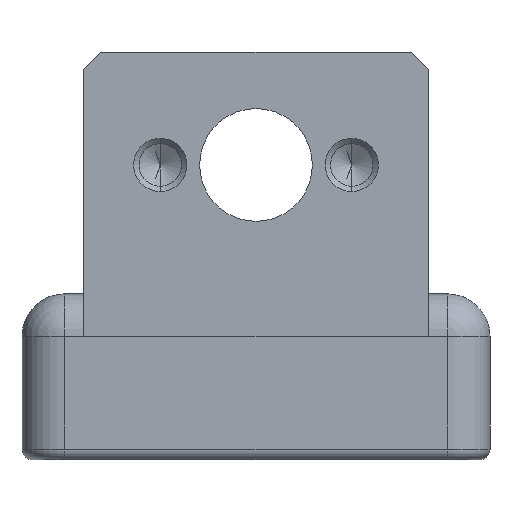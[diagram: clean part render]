
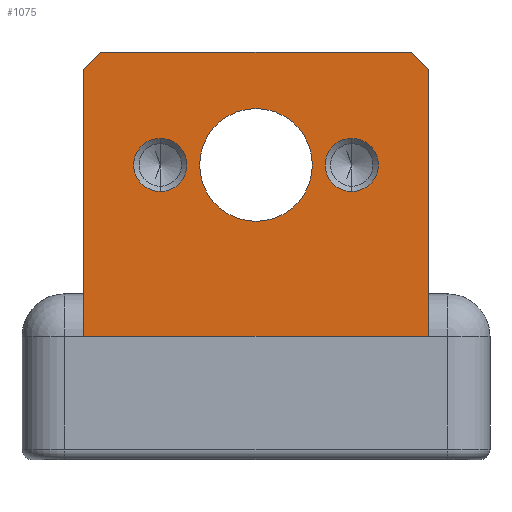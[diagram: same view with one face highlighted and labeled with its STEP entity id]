
A CAD part, front view. The second image highlights one B-rep face of the part: STEP entity #1075.
In plain terms, the highlighted planar face has unit normal (0, -1, 0).
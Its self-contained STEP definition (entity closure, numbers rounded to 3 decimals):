
#41 = CARTESIAN_POINT ( 'NONE',  ( -8.1, 0., 4.3 ) ) ;
#102 = CARTESIAN_POINT ( 'NONE',  ( 4.5, 0., 13.61 ) ) ;
#105 = CIRCLE ( 'NONE', #980, 1.25 ) ;
#109 = VECTOR ( 'NONE', #2045, 1000. ) ;
#131 = LINE ( 'NONE', #981, #2025 ) ;
#149 = CARTESIAN_POINT ( 'NONE',  ( -8.1, 0., 4.3 ) ) ;
#180 = ORIENTED_EDGE ( 'NONE', *, *, #236, .F. ) ;
#190 = ORIENTED_EDGE ( 'NONE', *, *, #1855, .T. ) ;
#208 = CARTESIAN_POINT ( 'NONE',  ( -4.5, 0., 12.36 ) ) ;
#223 = DIRECTION ( 'NONE',  ( 0., -1., 0. ) ) ;
#236 = EDGE_CURVE ( 'Defeatured_0_47+Defeatured_0_2+Defeatured_0_2+Defeatured_0_2', #2154, #843, #1812, .T. ) ;
#238 = FACE_OUTER_BOUND ( 'NONE', #1584, .T. ) ;
#246 = DIRECTION ( 'NONE',  ( -1., 0., 0. ) ) ;
#260 = CIRCLE ( 'NONE', #1127, 1.25 ) ;
#290 = CIRCLE ( 'NONE', #2137, 2.65 ) ;
#300 = DIRECTION ( 'NONE',  ( -0.707, 0., 0.707 ) ) ;
#320 = CARTESIAN_POINT ( 'NONE',  ( -8.1, 0., 16.86 ) ) ;
#321 = CARTESIAN_POINT ( 'NONE',  ( 11., 0., 6.3 ) ) ;
#325 = VERTEX_POINT ( 'NONE', #320 ) ;
#341 = LINE ( 'NONE', #645, #109 ) ;
#345 = DIRECTION ( 'NONE',  ( 0., 0., -1. ) ) ;
#393 = DIRECTION ( 'NONE',  ( 0., -1., 0. ) ) ;
#422 = EDGE_CURVE ( 'Defeatured_0_50+Defeatured_0_2+Defeatured_0_2+Defeatured_0_2', #1019, #1268, #1048, .T. ) ;
#446 = EDGE_CURVE ( 'Defeatured_0_50+Defeatured_0_2+Defeatured_0_2+Defeatured_0_2', #1268, #1019, #105, .T. ) ;
#515 = DIRECTION ( 'NONE',  ( 0., 0., -1. ) ) ;
#530 = ORIENTED_EDGE ( 'NONE', *, *, #1429, .F. ) ;
#532 = EDGE_CURVE ( 'Defeatured_0_2+Defeatured_0_42+Defeatured_0_28+Defeatured_0_33', #1791, #1326, #1686, .T. ) ;
#563 = CARTESIAN_POINT ( 'NONE',  ( 4.5, 0., 12.36 ) ) ;
#581 = PLANE ( 'NONE',  #2132 ) ;
#585 = EDGE_CURVE ( 'Defeatured_0_2+Defeatured_0_39+Defeatured_0_33+Defeatured_0_29', #862, #325, #131, .T. ) ;
#630 = VECTOR ( 'NONE', #300, 1000. ) ;
#645 = CARTESIAN_POINT ( 'NONE',  ( 11., 0., 4.3 ) ) ;
#669 = VECTOR ( 'NONE', #2055, 1000. ) ;
#688 = LINE ( 'NONE', #1369, #669 ) ;
#712 = CARTESIAN_POINT ( 'NONE',  ( 0., 0., 15.01 ) ) ;
#721 = DIRECTION ( 'NONE',  ( 0., 1., 0. ) ) ;
#726 = AXIS2_PLACEMENT_3D ( 'NONE', #1842, #932, #1615 ) ;
#799 = CARTESIAN_POINT ( 'NONE',  ( 0., 0., 12.36 ) ) ;
#843 = VERTEX_POINT ( 'NONE', #2185 ) ;
#859 = ORIENTED_EDGE ( 'NONE', *, *, #422, .F. ) ;
#862 = VERTEX_POINT ( 'NONE', #1677 ) ;
#868 = DIRECTION ( 'NONE',  ( 0., -1., 0. ) ) ;
#869 = VERTEX_POINT ( 'NONE', #149 ) ;
#898 = FACE_BOUND ( 'NONE', #1239, .T. ) ;
#918 = DIRECTION ( 'NONE',  ( 0., 1., 0. ) ) ;
#924 = FACE_BOUND ( 'NONE', #1154, .T. ) ;
#932 = DIRECTION ( 'NONE',  ( 0., -1., 0. ) ) ;
#953 = AXIS2_PLACEMENT_3D ( 'NONE', #1619, #918, #1795 ) ;
#970 = EDGE_CURVE ( 'Defeatured_0_47+Defeatured_0_2+Defeatured_0_2+Defeatured_0_2', #843, #2154, #260, .T. ) ;
#980 = AXIS2_PLACEMENT_3D ( 'NONE', #1237, #393, #1578 ) ;
#981 = CARTESIAN_POINT ( 'NONE',  ( -8.3, 0., 16.66 ) ) ;
#1019 = VERTEX_POINT ( 'NONE', #2052 ) ;
#1041 = CARTESIAN_POINT ( 'NONE',  ( -4.5, 0., 13.61 ) ) ;
#1048 = CIRCLE ( 'NONE', #2163, 1.25 ) ;
#1056 = CARTESIAN_POINT ( 'NONE',  ( 0., 0., 9.71 ) ) ;
#1059 = DIRECTION ( 'NONE',  ( 0., 0., -1. ) ) ;
#1073 = LINE ( 'NONE', #1759, #1561 ) ;
#1075 = ADVANCED_FACE ( 'Defeatured_0_2', ( #238, #924, #898, #2105 ), #581, .F. ) ;
#1101 = DIRECTION ( 'NONE',  ( 0., 0., 1. ) ) ;
#1127 = AXIS2_PLACEMENT_3D ( 'NONE', #208, #868, #345 ) ;
#1133 = EDGE_LOOP ( 'NONE', ( #190, #1694 ) ) ;
#1154 = EDGE_LOOP ( 'NONE', ( #859, #1541 ) ) ;
#1160 = ORIENTED_EDGE ( 'NONE', *, *, #1586, .T. ) ;
#1193 = VERTEX_POINT ( 'NONE', #1056 ) ;
#1237 = CARTESIAN_POINT ( 'NONE',  ( 4.5, 0., 12.36 ) ) ;
#1239 = EDGE_LOOP ( 'NONE', ( #1846, #180 ) ) ;
#1268 = VERTEX_POINT ( 'NONE', #102 ) ;
#1283 = CARTESIAN_POINT ( 'NONE',  ( 7.3, 0., 17.66 ) ) ;
#1325 = DIRECTION ( 'NONE',  ( 0., 1., 0. ) ) ;
#1326 = VERTEX_POINT ( 'NONE', #1283 ) ;
#1367 = VERTEX_POINT ( 'NONE', #1689 ) ;
#1369 = CARTESIAN_POINT ( 'NONE',  ( 8.1, 0., 4.3 ) ) ;
#1426 = CARTESIAN_POINT ( 'NONE',  ( 8.1, 0., 16.86 ) ) ;
#1429 = EDGE_CURVE ( 'Defeatured_0_28+Defeatured_0_2+Defeatured_0_42+Defeatured_0_1', #1791, #1367, #688, .T. ) ;
#1453 = DIRECTION ( 'NONE',  ( 0., 0., 1. ) ) ;
#1459 = EDGE_CURVE ( 'Defeatured_0_2+Defeatured_0_37+Defeatured_0_37+Defeatured_0_37', #1193, #2183, #290, .T. ) ;
#1541 = ORIENTED_EDGE ( 'NONE', *, *, #446, .F. ) ;
#1561 = VECTOR ( 'NONE', #246, 1000. ) ;
#1578 = DIRECTION ( 'NONE',  ( 0., 0., -1. ) ) ;
#1584 = EDGE_LOOP ( 'NONE', ( #2079, #1160, #530, #1717, #2114, #1708 ) ) ;
#1586 = EDGE_CURVE ( 'Defeatured_0_2+Defeatured_0_0+Defeatured_0_29+Defeatured_0_28', #869, #1367, #341, .T. ) ;
#1588 = LINE ( 'NONE', #41, #2034 ) ;
#1615 = DIRECTION ( 'NONE',  ( 0., 0., -1. ) ) ;
#1619 = CARTESIAN_POINT ( 'NONE',  ( 0., 0., 12.36 ) ) ;
#1636 = CIRCLE ( 'NONE', #953, 2.65 ) ;
#1677 = CARTESIAN_POINT ( 'NONE',  ( -7.3, 0., 17.66 ) ) ;
#1686 = LINE ( 'NONE', #2032, #630 ) ;
#1689 = CARTESIAN_POINT ( 'NONE',  ( 8.1, 0., 4.3 ) ) ;
#1694 = ORIENTED_EDGE ( 'NONE', *, *, #1459, .T. ) ;
#1695 = EDGE_CURVE ( 'Defeatured_0_2+Defeatured_0_29+Defeatured_0_39+Defeatured_0_0', #325, #869, #1588, .T. ) ;
#1704 = EDGE_CURVE ( 'Defeatured_0_2+Defeatured_0_33+Defeatured_0_42+Defeatured_0_39', #1326, #862, #1073, .T. ) ;
#1708 = ORIENTED_EDGE ( 'NONE', *, *, #585, .T. ) ;
#1717 = ORIENTED_EDGE ( 'NONE', *, *, #532, .T. ) ;
#1759 = CARTESIAN_POINT ( 'NONE',  ( 9.5, 0., 17.66 ) ) ;
#1791 = VERTEX_POINT ( 'NONE', #1426 ) ;
#1795 = DIRECTION ( 'NONE',  ( 0., 0., 1. ) ) ;
#1812 = CIRCLE ( 'NONE', #726, 1.25 ) ;
#1842 = CARTESIAN_POINT ( 'NONE',  ( -4.5, 0., 12.36 ) ) ;
#1846 = ORIENTED_EDGE ( 'NONE', *, *, #970, .F. ) ;
#1855 = EDGE_CURVE ( 'Defeatured_0_2+Defeatured_0_37+Defeatured_0_37+Defeatured_0_37', #2183, #1193, #1636, .T. ) ;
#2025 = VECTOR ( 'NONE', #2159, 1000. ) ;
#2032 = CARTESIAN_POINT ( 'NONE',  ( 8.3, 0., 16.66 ) ) ;
#2034 = VECTOR ( 'NONE', #1059, 1000. ) ;
#2045 = DIRECTION ( 'NONE',  ( 1., 0., 0. ) ) ;
#2052 = CARTESIAN_POINT ( 'NONE',  ( 4.5, 0., 11.11 ) ) ;
#2055 = DIRECTION ( 'NONE',  ( 0., 0., -1. ) ) ;
#2079 = ORIENTED_EDGE ( 'NONE', *, *, #1695, .T. ) ;
#2105 = FACE_BOUND ( 'NONE', #1133, .T. ) ;
#2114 = ORIENTED_EDGE ( 'NONE', *, *, #1704, .T. ) ;
#2132 = AXIS2_PLACEMENT_3D ( 'NONE', #321, #1325, #1453 ) ;
#2137 = AXIS2_PLACEMENT_3D ( 'NONE', #799, #721, #1101 ) ;
#2154 = VERTEX_POINT ( 'NONE', #1041 ) ;
#2159 = DIRECTION ( 'NONE',  ( -0.707, 0., -0.707 ) ) ;
#2163 = AXIS2_PLACEMENT_3D ( 'NONE', #563, #223, #515 ) ;
#2183 = VERTEX_POINT ( 'NONE', #712 ) ;
#2185 = CARTESIAN_POINT ( 'NONE',  ( -4.5, 0., 11.11 ) ) ;
